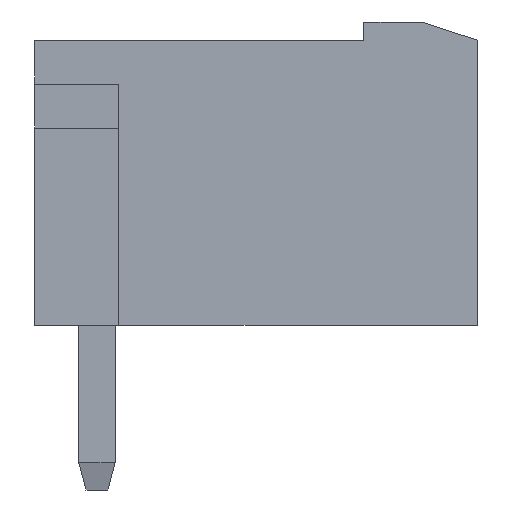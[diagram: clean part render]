
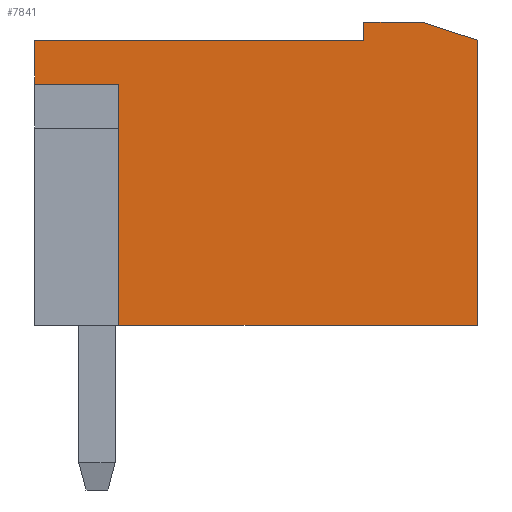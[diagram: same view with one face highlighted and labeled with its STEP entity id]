
A CAD part, left-side view. The second image highlights one B-rep face of the part: STEP entity #7841.
In plain terms, the highlighted planar face has unit normal (-1, 0, 0).
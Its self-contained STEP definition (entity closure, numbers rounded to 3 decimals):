
#457=FACE_OUTER_BOUND('',#926,.T.);
#926=EDGE_LOOP('',(#6308,#6309,#6310,#6311,#6312,#6313,#6314,#6315,#6316));
#1299=LINE('',#10899,#2285);
#1373=LINE('',#11052,#2359);
#1383=LINE('',#11071,#2369);
#1631=LINE('',#11594,#2617);
#1645=LINE('',#11622,#2631);
#1784=LINE('',#12048,#2770);
#1787=LINE('',#12053,#2773);
#1805=LINE('',#12075,#2791);
#1807=LINE('',#12079,#2793);
#2285=VECTOR('',#8878,9.);
#2359=VECTOR('',#9006,1.581);
#2369=VECTOR('',#9030,7.8);
#2617=VECTOR('',#9440,6.6);
#2631=VECTOR('',#9470,2.3);
#2770=VECTOR('',#9833,0.5);
#2773=VECTOR('',#9838,1.6);
#2791=VECTOR('',#9864,1.2);
#2793=VECTOR('',#9870,9.8);
#3194=VERTEX_POINT('',#10896);
#3195=VERTEX_POINT('',#10898);
#3246=VERTEX_POINT('',#11049);
#3247=VERTEX_POINT('',#11051);
#3249=VERTEX_POINT('',#11070);
#3442=VERTEX_POINT('',#11591);
#3443=VERTEX_POINT('',#11593);
#3449=VERTEX_POINT('',#11621);
#3582=VERTEX_POINT('',#12047);
#3958=EDGE_CURVE('',#3194,#3195,#1299,.T.);
#4032=EDGE_CURVE('',#3246,#3247,#1373,.T.);
#4042=EDGE_CURVE('',#3247,#3249,#1383,.T.);
#4297=EDGE_CURVE('',#3442,#3443,#1631,.T.);
#4311=EDGE_CURVE('',#3443,#3449,#1645,.T.);
#4499=EDGE_CURVE('',#3195,#3582,#1784,.T.);
#4502=EDGE_CURVE('',#3582,#3246,#1787,.T.);
#4520=EDGE_CURVE('',#3449,#3194,#1805,.T.);
#4522=EDGE_CURVE('',#3442,#3249,#1807,.T.);
#6308=ORIENTED_EDGE('',*,*,#3958,.F.);
#6309=ORIENTED_EDGE('',*,*,#4520,.F.);
#6310=ORIENTED_EDGE('',*,*,#4311,.F.);
#6311=ORIENTED_EDGE('',*,*,#4297,.F.);
#6312=ORIENTED_EDGE('',*,*,#4522,.T.);
#6313=ORIENTED_EDGE('',*,*,#4042,.F.);
#6314=ORIENTED_EDGE('',*,*,#4032,.F.);
#6315=ORIENTED_EDGE('',*,*,#4502,.F.);
#6316=ORIENTED_EDGE('',*,*,#4499,.F.);
#7150=PLANE('',#8309);
#7841=ADVANCED_FACE('',(#457),#7150,.T.);
#8309=AXIS2_PLACEMENT_3D('',#12080,#9871,#9872);
#8878=DIRECTION('',(0.,-1.,0.));
#9006=DIRECTION('',(0.,-0.949,-0.316));
#9030=DIRECTION('',(0.,0.,-1.));
#9440=DIRECTION('',(0.,0.,1.));
#9470=DIRECTION('',(0.,1.,0.));
#9833=DIRECTION('',(0.,0.,1.));
#9838=DIRECTION('',(0.,-1.,0.));
#9864=DIRECTION('',(0.,0.,1.));
#9870=DIRECTION('',(0.,-1.,0.));
#9871=DIRECTION('center_axis',(-1.,0.,0.));
#9872=DIRECTION('ref_axis',(0.,0.,-1.));
#10896=CARTESIAN_POINT('',(-18.38,1.7,7.8));
#10898=CARTESIAN_POINT('',(-18.38,-7.3,7.8));
#10899=CARTESIAN_POINT('',(-18.38,-0.6,7.8));
#11049=CARTESIAN_POINT('',(-18.38,-8.9,8.3));
#11051=CARTESIAN_POINT('',(-18.38,-10.4,7.8));
#11052=CARTESIAN_POINT('',(-18.38,-8.428,8.458));
#11070=CARTESIAN_POINT('',(-18.38,-10.4,0.));
#11071=CARTESIAN_POINT('',(-18.38,-10.4,7.8));
#11591=CARTESIAN_POINT('',(-18.38,-0.6,0.));
#11593=CARTESIAN_POINT('',(-18.38,-0.6,6.6));
#11594=CARTESIAN_POINT('',(-18.38,-0.6,0.));
#11621=CARTESIAN_POINT('',(-18.38,1.7,6.6));
#11622=CARTESIAN_POINT('',(-18.38,-0.6,6.6));
#12047=CARTESIAN_POINT('',(-18.38,-7.3,8.3));
#12048=CARTESIAN_POINT('',(-18.38,-7.3,7.875));
#12053=CARTESIAN_POINT('',(-18.38,-7.4,8.3));
#12075=CARTESIAN_POINT('',(-18.38,1.7,6.6));
#12079=CARTESIAN_POINT('',(-18.38,-0.6,0.));
#12080=CARTESIAN_POINT('Origin',(-18.38,-0.6,7.8));
